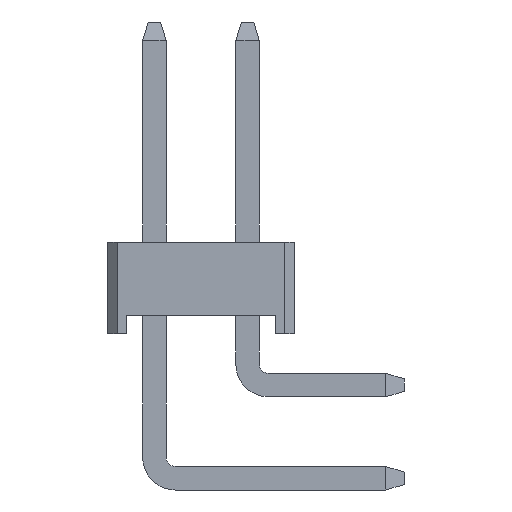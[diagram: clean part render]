
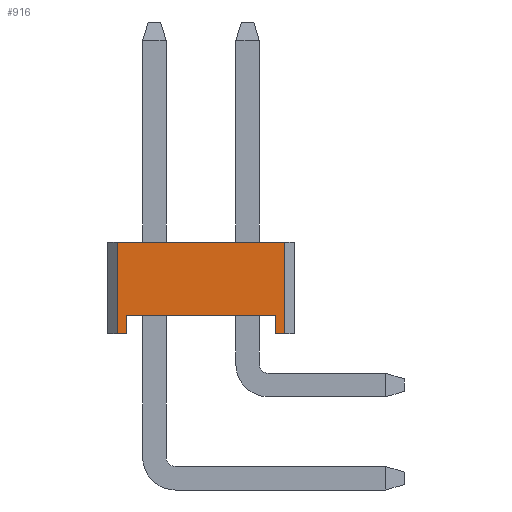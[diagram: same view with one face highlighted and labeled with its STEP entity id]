
A CAD part, left-side view. The second image highlights one B-rep face of the part: STEP entity #916.
In plain terms, the highlighted planar face has unit normal (-1, 0, 0).
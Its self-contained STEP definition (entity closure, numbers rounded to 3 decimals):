
#75 = EDGE_LOOP ( 'NONE', ( #1562, #8686, #8831, #663, #6781, #9561, #11949, #12605 ) ) ;
#291 = DIRECTION ( 'NONE',  ( 1., 0., 0. ) ) ;
#663 = ORIENTED_EDGE ( 'NONE', *, *, #925, .F. ) ;
#916 = ADVANCED_FACE ( 'NONE', ( #1077 ), #12885, .F. ) ;
#925 = EDGE_CURVE ( 'NONE', #5533, #9513, #5605, .T. ) ;
#935 = VERTEX_POINT ( 'NONE', #13096 ) ;
#973 = LINE ( 'NONE', #8187, #9248 ) ;
#1077 = FACE_OUTER_BOUND ( 'NONE', #75, .T. ) ;
#1167 = DIRECTION ( 'NONE',  ( 0., 0., 1. ) ) ;
#1419 = DIRECTION ( 'NONE',  ( 0., -1., 0. ) ) ;
#1477 = CARTESIAN_POINT ( 'NONE',  ( -1.27, 0.254, 2.5 ) ) ;
#1554 = DIRECTION ( 'NONE',  ( 0., 0., 1. ) ) ;
#1562 = ORIENTED_EDGE ( 'NONE', *, *, #9571, .T. ) ;
#1639 = EDGE_CURVE ( 'NONE', #935, #4905, #973, .T. ) ;
#2090 = LINE ( 'NONE', #12907, #13226 ) ;
#2143 = VECTOR ( 'NONE', #5840, 1000. ) ;
#2165 = EDGE_CURVE ( 'NONE', #3985, #4905, #3541, .T. ) ;
#2392 = CARTESIAN_POINT ( 'NONE',  ( -1.27, 0.5, 0. ) ) ;
#2475 = AXIS2_PLACEMENT_3D ( 'NONE', #3277, #291, #2493 ) ;
#2493 = DIRECTION ( 'NONE',  ( 0., 0., -1. ) ) ;
#2524 = LINE ( 'NONE', #12195, #2143 ) ;
#2588 = CARTESIAN_POINT ( 'NONE',  ( -1.27, 4.58, 0.5 ) ) ;
#3088 = DIRECTION ( 'NONE',  ( 0., 1., 0. ) ) ;
#3143 = EDGE_CURVE ( 'NONE', #9513, #12194, #5941, .T. ) ;
#3215 = DIRECTION ( 'NONE',  ( 0., 0., -1. ) ) ;
#3277 = CARTESIAN_POINT ( 'NONE',  ( -1.27, 0., 0. ) ) ;
#3426 = VERTEX_POINT ( 'NONE', #2392 ) ;
#3541 = LINE ( 'NONE', #7845, #9453 ) ;
#3758 = VECTOR ( 'NONE', #1167, 1000. ) ;
#3820 = CARTESIAN_POINT ( 'NONE',  ( -1.27, 0.254, 0. ) ) ;
#3985 = VERTEX_POINT ( 'NONE', #4253 ) ;
#4253 = CARTESIAN_POINT ( 'NONE',  ( -1.27, 4.58, 0. ) ) ;
#4539 = CARTESIAN_POINT ( 'NONE',  ( -1.27, 5.08, 2.5 ) ) ;
#4558 = CARTESIAN_POINT ( 'NONE',  ( -1.27, 4.826, 0. ) ) ;
#4905 = VERTEX_POINT ( 'NONE', #2588 ) ;
#5110 = CARTESIAN_POINT ( 'NONE',  ( -1.27, 4.826, 0. ) ) ;
#5533 = VERTEX_POINT ( 'NONE', #8182 ) ;
#5605 = LINE ( 'NONE', #4539, #11265 ) ;
#5823 = EDGE_CURVE ( 'NONE', #12194, #3426, #2524, .T. ) ;
#5840 = DIRECTION ( 'NONE',  ( 0., 1., 0. ) ) ;
#5941 = LINE ( 'NONE', #3820, #6784 ) ;
#6781 = ORIENTED_EDGE ( 'NONE', *, *, #13320, .F. ) ;
#6784 = VECTOR ( 'NONE', #13419, 1000. ) ;
#7845 = CARTESIAN_POINT ( 'NONE',  ( -1.27, 4.58, 0. ) ) ;
#8182 = CARTESIAN_POINT ( 'NONE',  ( -1.27, 4.826, 2.5 ) ) ;
#8187 = CARTESIAN_POINT ( 'NONE',  ( -1.27, 0., 0.5 ) ) ;
#8241 = CARTESIAN_POINT ( 'NONE',  ( -1.27, 0.254, 0. ) ) ;
#8686 = ORIENTED_EDGE ( 'NONE', *, *, #5823, .F. ) ;
#8831 = ORIENTED_EDGE ( 'NONE', *, *, #3143, .F. ) ;
#8940 = LINE ( 'NONE', #4558, #3758 ) ;
#9248 = VECTOR ( 'NONE', #13622, 1000. ) ;
#9453 = VECTOR ( 'NONE', #1554, 1000. ) ;
#9513 = VERTEX_POINT ( 'NONE', #1477 ) ;
#9561 = ORIENTED_EDGE ( 'NONE', *, *, #13202, .F. ) ;
#9571 = EDGE_CURVE ( 'NONE', #935, #3426, #9780, .T. ) ;
#9780 = LINE ( 'NONE', #10839, #10905 ) ;
#10839 = CARTESIAN_POINT ( 'NONE',  ( -1.27, 0.5, 0.5 ) ) ;
#10905 = VECTOR ( 'NONE', #3215, 1000. ) ;
#11265 = VECTOR ( 'NONE', #1419, 1000. ) ;
#11452 = VERTEX_POINT ( 'NONE', #5110 ) ;
#11949 = ORIENTED_EDGE ( 'NONE', *, *, #2165, .T. ) ;
#12194 = VERTEX_POINT ( 'NONE', #8241 ) ;
#12195 = CARTESIAN_POINT ( 'NONE',  ( -1.27, 0., 0. ) ) ;
#12605 = ORIENTED_EDGE ( 'NONE', *, *, #1639, .F. ) ;
#12885 = PLANE ( 'NONE',  #2475 ) ;
#12907 = CARTESIAN_POINT ( 'NONE',  ( -1.27, 0., 0. ) ) ;
#13096 = CARTESIAN_POINT ( 'NONE',  ( -1.27, 0.5, 0.5 ) ) ;
#13202 = EDGE_CURVE ( 'NONE', #3985, #11452, #2090, .T. ) ;
#13226 = VECTOR ( 'NONE', #3088, 1000. ) ;
#13320 = EDGE_CURVE ( 'NONE', #11452, #5533, #8940, .T. ) ;
#13419 = DIRECTION ( 'NONE',  ( 0., 0., -1. ) ) ;
#13622 = DIRECTION ( 'NONE',  ( 0., 1., 0. ) ) ;
